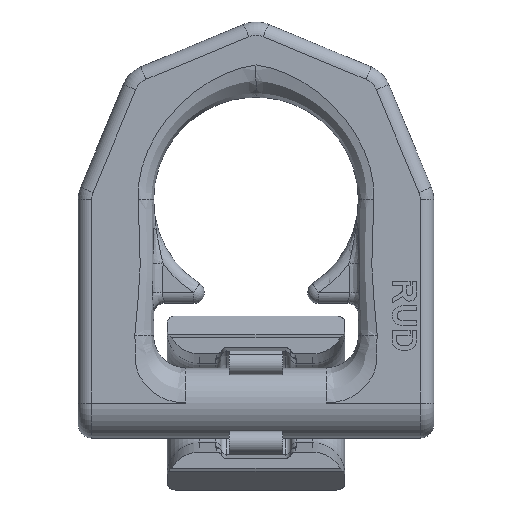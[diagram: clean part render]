
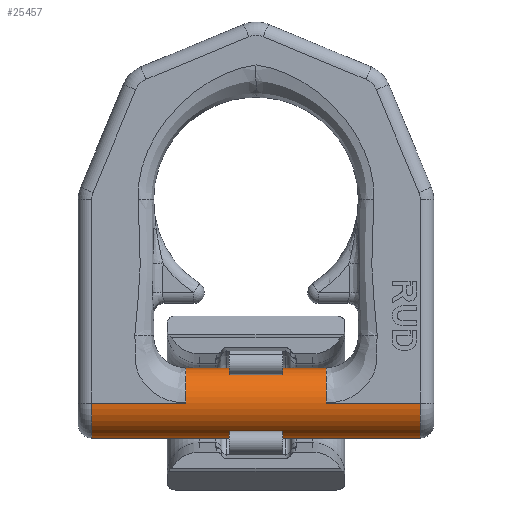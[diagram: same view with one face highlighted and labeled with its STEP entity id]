
A CAD part, front view. The second image highlights one B-rep face of the part: STEP entity #25457.
In plain terms, the highlighted cylindrical face has radius 6.5 mm (diameter 13 mm), a partial arc.
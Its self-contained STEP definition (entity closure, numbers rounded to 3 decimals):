
#18704=DIRECTION('',(-1.,0.,0.));
#18705=VECTOR('',#18704,17.5);
#18706=CARTESIAN_POINT('',(30.5,-37.75,6.5));
#18707=LINE('',#18706,#18705);
#18708=CARTESIAN_POINT('',(13.,-37.75,6.5));
#19442=CARTESIAN_POINT('',(-13.,-37.75,6.5));
#19658=DIRECTION('',(1.,0.,0.));
#19659=VECTOR('',#19658,17.5);
#19660=CARTESIAN_POINT('',(-30.5,-37.75,6.5));
#19661=LINE('',#19660,#19659);
#19959=DIRECTION('',(-1.,0.,0.));
#19960=VECTOR('',#19959,26.);
#19961=CARTESIAN_POINT('',(13.,-31.25,0.));
#19962=LINE('',#19961,#19960);
#19963=CARTESIAN_POINT('',(30.5,-37.75,0.));
#19964=DIRECTION('',(-1.,0.,0.));
#19965=DIRECTION('',(0.,-1.,0.));
#19966=AXIS2_PLACEMENT_3D('',#19963,#19964,#19965);
#19968=DIRECTION('',(-1.,0.,0.));
#19969=VECTOR('',#19968,61.);
#19970=CARTESIAN_POINT('',(30.5,-44.25,0.));
#19971=LINE('',#19970,#19969);
#19972=CARTESIAN_POINT('',(-30.5,-37.75,0.));
#19973=DIRECTION('',(-1.,0.,0.));
#19974=DIRECTION('',(0.,-1.,0.));
#19975=AXIS2_PLACEMENT_3D('',#19972,#19973,#19974);
#19996=CARTESIAN_POINT('',(-13.,-31.25,0.));
#19998=CARTESIAN_POINT('',(-13.,-37.75,
0.));
#19999=DIRECTION('',(-1.,0.,0.));
#20000=DIRECTION('',(0.,0.,1.));
#20001=AXIS2_PLACEMENT_3D('',#19998,#19999,#20000);
#21762=CARTESIAN_POINT('',(13.,-37.75,
0.));
#21763=DIRECTION('',(-1.,0.,0.));
#21764=DIRECTION('',(0.,0.,1.));
#21765=AXIS2_PLACEMENT_3D('',#21762,#21763,#21764);
#24922=VERTEX_POINT('',#19442);
#24968=CARTESIAN_POINT('',(-30.5,-37.75,6.5));
#24969=VERTEX_POINT('',#24968);
#24972=VERTEX_POINT('',#18708);
#25018=CARTESIAN_POINT('',(30.5,-37.75,6.5));
#25019=VERTEX_POINT('',#25018);
#25125=VERTEX_POINT('',#19996);
#25126=CARTESIAN_POINT('',(13.,-31.25,0.));
#25127=VERTEX_POINT('',#25126);
#25128=CARTESIAN_POINT('',(30.5,-44.25,0.));
#25129=CARTESIAN_POINT('',(-30.5,-44.25,0.));
#25130=VERTEX_POINT('',#25128);
#25131=VERTEX_POINT('',#25129);
#25437=CARTESIAN_POINT('',(76.019,-37.75,0.));
#25438=DIRECTION('',(1.,0.,0.));
#25439=DIRECTION('',(0.,0.,1.));
#25440=AXIS2_PLACEMENT_3D('',#25437,#25438,#25439);
#25441=CYLINDRICAL_SURFACE('',#25440,6.5);
#25443=ORIENTED_EDGE('',*,*,#25442,.F.);
#25445=ORIENTED_EDGE('',*,*,#25444,.F.);
#25446=ORIENTED_EDGE('',*,*,#25154,.F.);
#25448=ORIENTED_EDGE('',*,*,#25447,.F.);
#25450=ORIENTED_EDGE('',*,*,#25449,.T.);
#25451=ORIENTED_EDGE('',*,*,#25377,.T.);
#25452=ORIENTED_EDGE('',*,*,#25168,.T.);
#25454=ORIENTED_EDGE('',*,*,#25453,.T.);
#25455=EDGE_LOOP('',(#25443,#25445,#25446,#25448,#25450,#25451,#25452,#25454));
#25456=FACE_OUTER_BOUND('',#25455,.F.);
#25457=ADVANCED_FACE('',(#25456),#25441,.T.);
#19967=CIRCLE('',#19966,6.5);
#19976=CIRCLE('',#19975,6.5);
#20002=CIRCLE('',#20001,6.5);
#21766=CIRCLE('',#21765,6.5);
#25154=EDGE_CURVE('',#25019,#24972,#18707,.T.);
#25168=EDGE_CURVE('',#24969,#24922,#19661,.T.);
#25377=EDGE_CURVE('',#25131,#24969,#19976,.T.);
#25442=EDGE_CURVE('',#25127,#25125,#19962,.T.);
#25444=EDGE_CURVE('',#24972,#25127,#21766,.T.);
#25447=EDGE_CURVE('',#25130,#25019,#19967,.T.);
#25449=EDGE_CURVE('',#25130,#25131,#19971,.T.);
#25453=EDGE_CURVE('',#24922,#25125,#20002,.T.);
